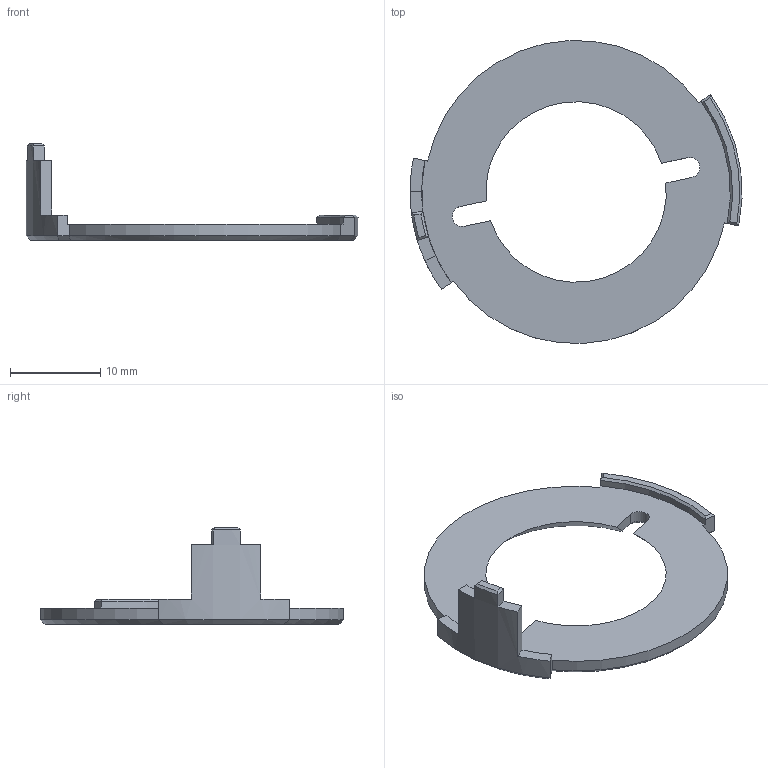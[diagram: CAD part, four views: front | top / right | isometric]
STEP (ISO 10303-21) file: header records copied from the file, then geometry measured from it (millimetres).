
FILE_DESCRIPTION(/* description */ ('Unknown'),/* implementation_level */ '2;1');
FILE_NAME(/* name */ 'lomo_LCA_apertureClutch',/* time_stamp */ '2024-03-15T12:13:13-04:00',/* author */ ('Unknown'),/* organization */ ('Unknown'),/* preprocessor_version */ 'ST-DEVELOPER v18.1',/* originating_system */ 'Solid Edge',/* authorisation */ 'Unknown');
FILE_SCHEMA (('AUTOMOTIVE_DESIGN {1 0 10303 214 3 1 1}'));
Length unit declared in the file: millimetre
Products named in the file (2): lomo_LCA; lomo_LCA_apertureClutch
Assembly tree (1 placements, depth 2):
  lomo_LCA
    lomo_LCA_apertureClutch
Bounding box: 36.79 x 33.56 x 10.7 mm (x, y, z)
Volume: 1072.3 mm3; surface area: 1630.8 mm2
Topology: 1 solids, 1 shells, 52 faces, 130 edges, 80 vertices
Faces by surface type: plane 32, cone 12, cylinder 8
Entity records: 1609 total; most frequent: CARTESIAN_POINT 336, ORIENTED_EDGE 260, DIRECTION 252, EDGE_CURVE 130, AXIS2_PLACEMENT_3D 92, VERTEX_POINT 80, LINE 68, VECTOR 68
